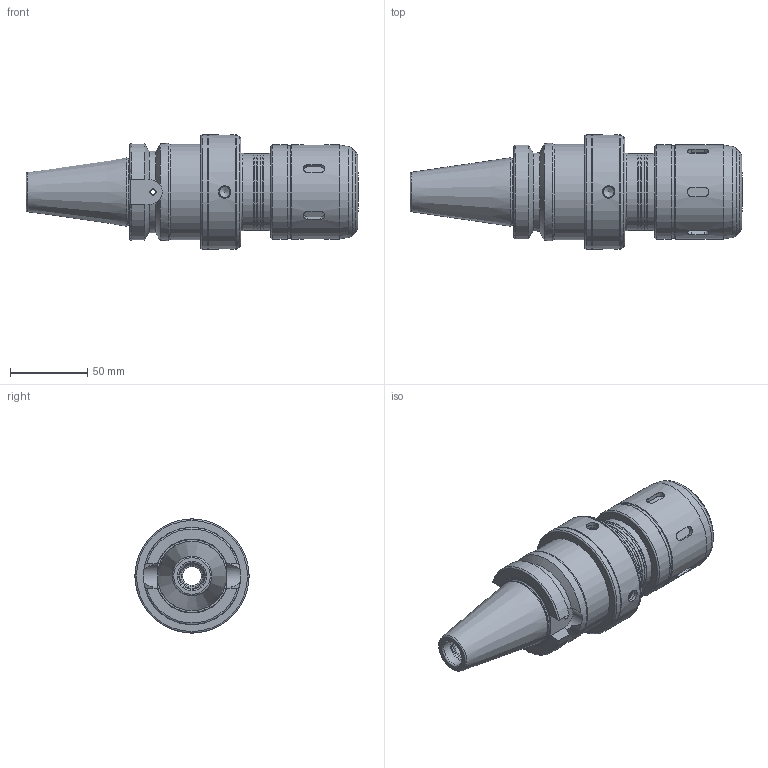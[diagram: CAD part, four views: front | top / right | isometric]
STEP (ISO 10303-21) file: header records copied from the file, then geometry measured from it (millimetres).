
FILE_DESCRIPTION((''),'2;1');
FILE_NAME('295040325150-3D.stp','2020-06-05T09:55:23',('nttooll'),(''),'Autodesk Inventor 2012','Autodesk Inventor 2012','');
FILE_SCHEMA(('AUTOMOTIVE_DESIGN { 1 0 10303 214 1 1 1 1 }'));
Length unit declared in the file: millimetre
Products named in the file (1): 295040325150-3D
Bounding box: 215.4 x 74 x 74 mm (x, y, z)
Volume: 441601 mm3; surface area: 61746.7 mm2
Topology: 1 solids, 1 shells, 152 faces, 334 edges, 208 vertices
Faces by surface type: cylinder 57, plane 48, cone 32, torus 15
Full cylindrical faces by diameter (mm): 3.4 x2, 4 x2, 6.928 x4, 8 x4, 12 x5, 14 x1, 14.25 x1, 16 x1, 17 x1, 17.4 x1, 25 x1, 25.5 x1, 43.5 x1, 49.6 x2, 50 x3, 60 x1, 61 x2, 62 x1, 63 x1, 70 x1, 74 x3
Entity records: 4074 total; most frequent: CARTESIAN_POINT 1105, DIRECTION 626, ORIENTED_EDGE 478, AXIS2_PLACEMENT_3D 278, EDGE_LOOP 262, EDGE_CURVE 239, VERTEX_POINT 193, FACE_OUTER_BOUND 152
